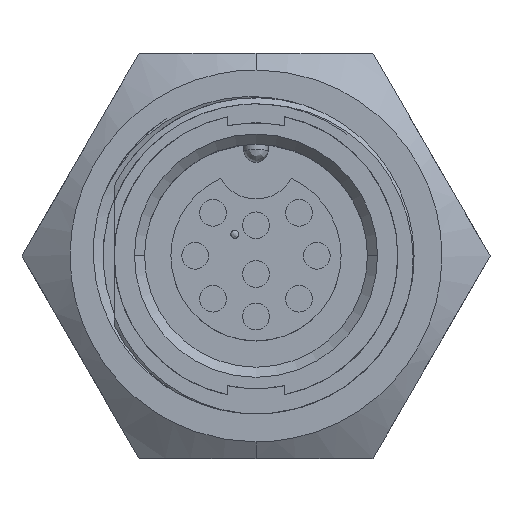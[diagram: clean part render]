
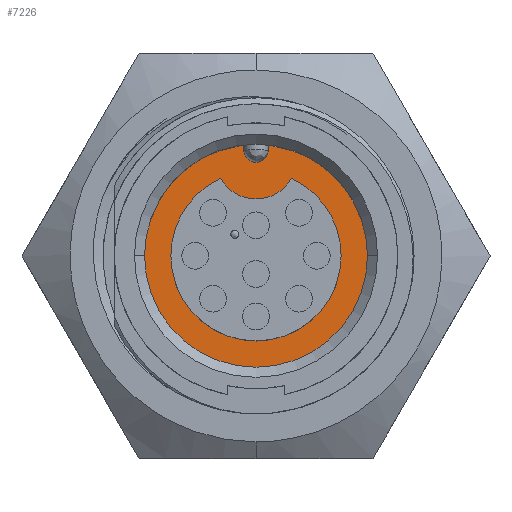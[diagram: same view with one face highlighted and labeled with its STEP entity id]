
A CAD part, top view. The second image highlights one B-rep face of the part: STEP entity #7226.
In plain terms, the highlighted planar face has unit normal (0, 0, 1).
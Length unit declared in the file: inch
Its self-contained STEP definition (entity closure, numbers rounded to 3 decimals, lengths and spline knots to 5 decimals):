
#1021 = EDGE_CURVE ( 'NONE', #11734, #11356, #7292, .T. ) ;
#1028 = EDGE_CURVE ( 'NONE', #11467, #11869, #7148, .T. ) ;
#1046 = EDGE_CURVE ( 'NONE', #11356, #11901, #17947, .T. ) ;
#1218 = EDGE_CURVE ( 'NONE', #11344, #11467, #6737, .T. ) ;
#1260 = EDGE_CURVE ( 'NONE', #11964, #11734, #5457, .T. ) ;
#1294 = EDGE_CURVE ( 'NONE', #11589, #11964, #6854, .T. ) ;
#1307 = EDGE_CURVE ( 'NONE', #11377, #11589, #6855, .T. ) ;
#1338 = EDGE_CURVE ( 'NONE', #12103, #11344, #7001, .T. ) ;
#1488 = EDGE_CURVE ( 'NONE', #11901, #11377, #9174, .T. ) ;
#1568 = EDGE_CURVE ( 'NONE', #11869, #12103, #9912, .T. ) ;
#4070 = AXIS2_PLACEMENT_3D ( 'NONE', #19283, #19284, #19287 ) ;
#4099 = AXIS2_PLACEMENT_3D ( 'NONE', #22165, #22166, #22167 ) ;
#4160 = AXIS2_PLACEMENT_3D ( 'NONE', #5447, #5444, #5441 ) ;
#4207 = FACE_BOUND ( 'NONE', #20466, .T. ) ;
#4560 = AXIS2_PLACEMENT_3D ( 'NONE', #23866, #23867, #23868 ) ;
#4573 = FACE_OUTER_BOUND ( 'NONE', #20709, .T. ) ;
#4575 = AXIS2_PLACEMENT_3D ( 'NONE', #9245, #9246, #9247 ) ;
#4654 = AXIS2_PLACEMENT_3D ( 'NONE', #24023, #24024, #24025 ) ;
#4794 = AXIS2_PLACEMENT_3D ( 'NONE', #24503, #24504, #24505 ) ;
#4972 = VECTOR ( 'NONE', #5427, 39.37008 ) ;
#5427 = DIRECTION ( 'NONE',  ( 0., -1., 0. ) ) ;
#5441 = DIRECTION ( 'NONE',  ( 1., 0., 0. ) ) ;
#5444 = DIRECTION ( 'NONE',  ( 0., 0., -1. ) ) ;
#5447 = CARTESIAN_POINT ( 'NONE',  ( 0., 0., -0.30362 ) ) ;
#5457 = LINE ( 'NONE', #5589, #4972 ) ;
#5589 = CARTESIAN_POINT ( 'NONE',  ( 0.03, 0.261, -0.30362 ) ) ;
#6097 = CARTESIAN_POINT ( 'NONE',  ( 0., 0.261, -0.30362 ) ) ;
#6099 = DIRECTION ( 'NONE',  ( 0., 0., -1. ) ) ;
#6101 = DIRECTION ( 'NONE',  ( -1., 0., 0. ) ) ;
#6737 = CIRCLE ( 'NONE', #4160, 0.21 ) ;
#6854 = CIRCLE ( 'NONE', #4560, 0.275 ) ;
#6855 = CIRCLE ( 'NONE', #4654, 0.275 ) ;
#7001 = CIRCLE ( 'NONE', #4794, 0.10066 ) ;
#7148 = CIRCLE ( 'NONE', #25085, 0.21 ) ;
#7226 = ADVANCED_FACE ( 'NONE', ( #4573, #4207 ), #9244, .T. ) ;
#7292 = CIRCLE ( 'NONE', #25216, 0.03 ) ;
#7306 = CARTESIAN_POINT ( 'NONE',  ( 0.275, 0., -0.30362 ) ) ;
#7388 = CARTESIAN_POINT ( 'NONE',  ( 0.03, 0.261, -0.30362 ) ) ;
#7462 = CARTESIAN_POINT ( 'NONE',  ( -0.21, 0., -0.30362 ) ) ;
#7485 = CARTESIAN_POINT ( 'NONE',  ( -0.03, 0.27336, -0.30362 ) ) ;
#7533 = CARTESIAN_POINT ( 'NONE',  ( 0.03, 0.27336, -0.30362 ) ) ;
#7577 = CARTESIAN_POINT ( 'NONE',  ( -0.0875, 0.1909, -0.30362 ) ) ;
#8803 = CARTESIAN_POINT ( 'NONE',  ( 0.0875, 0.1909, -0.30362 ) ) ;
#8805 = CARTESIAN_POINT ( 'NONE',  ( -0.03, 0.261, -0.30362 ) ) ;
#8818 = CARTESIAN_POINT ( 'NONE',  ( -0.275, 0., -0.30362 ) ) ;
#8869 = CARTESIAN_POINT ( 'NONE',  ( 0.21, 0., -0.30362 ) ) ;
#9174 = CIRCLE ( 'NONE', #4099, 0.275 ) ;
#9244 = PLANE ( 'NONE',  #4575 ) ;
#9245 = CARTESIAN_POINT ( 'NONE',  ( 0., 0.261, -0.30362 ) ) ;
#9246 = DIRECTION ( 'NONE',  ( 0., 0., 1. ) ) ;
#9247 = DIRECTION ( 'NONE',  ( 1., 0., 0. ) ) ;
#9912 = CIRCLE ( 'NONE', #4070, 0.21 ) ;
#11344 = VERTEX_POINT ( 'NONE', #8803 ) ;
#11356 = VERTEX_POINT ( 'NONE', #8805 ) ;
#11377 = VERTEX_POINT ( 'NONE', #8818 ) ;
#11467 = VERTEX_POINT ( 'NONE', #8869 ) ;
#11589 = VERTEX_POINT ( 'NONE', #7306 ) ;
#11734 = VERTEX_POINT ( 'NONE', #7388 ) ;
#11869 = VERTEX_POINT ( 'NONE', #7462 ) ;
#11901 = VERTEX_POINT ( 'NONE', #7485 ) ;
#11964 = VERTEX_POINT ( 'NONE', #7533 ) ;
#12103 = VERTEX_POINT ( 'NONE', #7577 ) ;
#12377 = ORIENTED_EDGE ( 'NONE', *, *, #1307, .T. ) ;
#12382 = ORIENTED_EDGE ( 'NONE', *, *, #1488, .T. ) ;
#12397 = ORIENTED_EDGE ( 'NONE', *, *, #1294, .T. ) ;
#12407 = ORIENTED_EDGE ( 'NONE', *, *, #1028, .T. ) ;
#12432 = ORIENTED_EDGE ( 'NONE', *, *, #1021, .T. ) ;
#12450 = ORIENTED_EDGE ( 'NONE', *, *, #1260, .T. ) ;
#17256 = DIRECTION ( 'NONE',  ( 0., 0., -1. ) ) ;
#17325 = CARTESIAN_POINT ( 'NONE',  ( 0., 0., -0.30362 ) ) ;
#17354 = DIRECTION ( 'NONE',  ( 1., 0., 0. ) ) ;
#17947 = LINE ( 'NONE', #17949, #25079 ) ;
#17949 = CARTESIAN_POINT ( 'NONE',  ( -0.03, 0.261, -0.30362 ) ) ;
#17952 = DIRECTION ( 'NONE',  ( 0., 1., 0. ) ) ;
#19283 = CARTESIAN_POINT ( 'NONE',  ( 0., 0., -0.30362 ) ) ;
#19284 = DIRECTION ( 'NONE',  ( 0., 0., -1. ) ) ;
#19287 = DIRECTION ( 'NONE',  ( 1., 0., 0. ) ) ;
#20466 = EDGE_LOOP ( 'NONE', ( #20892, #21085, #12407, #20901 ) ) ;
#20709 = EDGE_LOOP ( 'NONE', ( #12382, #12377, #12397, #12450, #12432, #21311 ) ) ;
#20892 = ORIENTED_EDGE ( 'NONE', *, *, #1338, .T. ) ;
#20901 = ORIENTED_EDGE ( 'NONE', *, *, #1568, .T. ) ;
#21085 = ORIENTED_EDGE ( 'NONE', *, *, #1218, .T. ) ;
#21311 = ORIENTED_EDGE ( 'NONE', *, *, #1046, .T. ) ;
#22165 = CARTESIAN_POINT ( 'NONE',  ( 0., 0., -0.30362 ) ) ;
#22166 = DIRECTION ( 'NONE',  ( 0., 0., 1. ) ) ;
#22167 = DIRECTION ( 'NONE',  ( 1., 0., 0. ) ) ;
#23866 = CARTESIAN_POINT ( 'NONE',  ( 0., 0., -0.30362 ) ) ;
#23867 = DIRECTION ( 'NONE',  ( 0., 0., 1. ) ) ;
#23868 = DIRECTION ( 'NONE',  ( 1., 0., 0. ) ) ;
#24023 = CARTESIAN_POINT ( 'NONE',  ( 0., 0., -0.30362 ) ) ;
#24024 = DIRECTION ( 'NONE',  ( 0., 0., 1. ) ) ;
#24025 = DIRECTION ( 'NONE',  ( 1., 0., 0. ) ) ;
#24503 = CARTESIAN_POINT ( 'NONE',  ( 0., 0.24066, -0.30362 ) ) ;
#24504 = DIRECTION ( 'NONE',  ( 0., 0., 1. ) ) ;
#24505 = DIRECTION ( 'NONE',  ( 1., 0., 0. ) ) ;
#25079 = VECTOR ( 'NONE', #17952, 39.37008 ) ;
#25085 = AXIS2_PLACEMENT_3D ( 'NONE', #17325, #17256, #17354 ) ;
#25216 = AXIS2_PLACEMENT_3D ( 'NONE', #6097, #6099, #6101 ) ;
